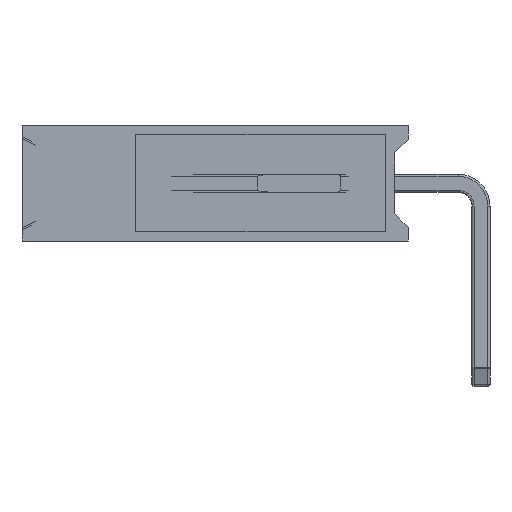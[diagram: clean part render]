
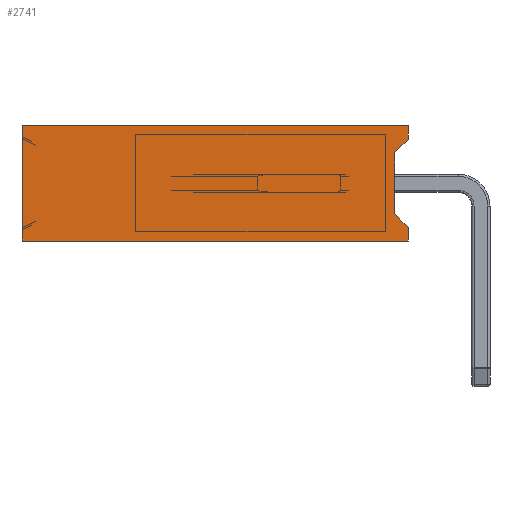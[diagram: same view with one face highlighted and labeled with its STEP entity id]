
A CAD part, left-side view. The second image highlights one B-rep face of the part: STEP entity #2741.
In plain terms, the highlighted planar face has unit normal (-1, 0, 0).
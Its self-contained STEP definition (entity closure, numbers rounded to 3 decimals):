
#234=PLANE('',#2979);
#309=FACE_OUTER_BOUND('',#472,.T.);
#472=EDGE_LOOP('',(#1841,#1842,#1843,#1844,#1845,#1846,#1847,#1848));
#639=LINE('',#4320,#837);
#643=LINE('',#4328,#841);
#649=LINE('',#4343,#847);
#660=LINE('',#4363,#858);
#661=LINE('',#4366,#859);
#664=LINE('',#4372,#862);
#665=LINE('',#4374,#863);
#666=LINE('',#4375,#864);
#837=VECTOR('',#3394,10.);
#841=VECTOR('',#3400,10.);
#847=VECTOR('',#3412,10.);
#858=VECTOR('',#3429,10.);
#859=VECTOR('',#3432,10.);
#862=VECTOR('',#3437,10.);
#863=VECTOR('',#3438,10.);
#864=VECTOR('',#3439,10.);
#1191=VERTEX_POINT('',#4318);
#1192=VERTEX_POINT('',#4319);
#1195=VERTEX_POINT('',#4327);
#1201=VERTEX_POINT('',#4342);
#1207=VERTEX_POINT('',#4361);
#1208=VERTEX_POINT('',#4365);
#1210=VERTEX_POINT('',#4371);
#1211=VERTEX_POINT('',#4373);
#1415=EDGE_CURVE('',#1191,#1192,#639,.T.);
#1419=EDGE_CURVE('',#1195,#1192,#643,.T.);
#1427=EDGE_CURVE('',#1195,#1201,#649,.T.);
#1438=EDGE_CURVE('',#1191,#1207,#660,.T.);
#1439=EDGE_CURVE('',#1208,#1201,#661,.T.);
#1442=EDGE_CURVE('',#1207,#1210,#664,.T.);
#1443=EDGE_CURVE('',#1211,#1210,#665,.T.);
#1444=EDGE_CURVE('',#1208,#1211,#666,.T.);
#1841=ORIENTED_EDGE('',*,*,#1419,.T.);
#1842=ORIENTED_EDGE('',*,*,#1415,.F.);
#1843=ORIENTED_EDGE('',*,*,#1438,.T.);
#1844=ORIENTED_EDGE('',*,*,#1442,.T.);
#1845=ORIENTED_EDGE('',*,*,#1443,.F.);
#1846=ORIENTED_EDGE('',*,*,#1444,.F.);
#1847=ORIENTED_EDGE('',*,*,#1439,.T.);
#1848=ORIENTED_EDGE('',*,*,#1427,.F.);
#2741=ADVANCED_FACE('',(#309),#234,.T.);
#2979=AXIS2_PLACEMENT_3D('',#4370,#3435,#3436);
#3394=DIRECTION('',(0.,0.707,-0.707));
#3400=DIRECTION('',(0.,0.,1.));
#3412=DIRECTION('',(0.,-0.707,-0.707));
#3429=DIRECTION('',(0.,0.,1.));
#3432=DIRECTION('',(0.,0.,1.));
#3435=DIRECTION('center_axis',(-1.,0.,0.));
#3436=DIRECTION('ref_axis',(0.,0.,
1.));
#3437=DIRECTION('',(0.,1.,0.));
#3438=DIRECTION('',(0.,0.,1.));
#3439=DIRECTION('',(0.,1.,0.));
#4318=CARTESIAN_POINT('',(-1.27,1.6,2.24));
#4319=CARTESIAN_POINT('',(-1.27,1.9,1.94));
#4320=CARTESIAN_POINT('',(-1.27,2.235,1.605));
#4327=CARTESIAN_POINT('',(-1.27,1.9,0.6));
#4328=CARTESIAN_POINT('',(-1.27,1.9,0.635));
#4342=CARTESIAN_POINT('',(-1.27,1.6,0.3));
#4343=CARTESIAN_POINT('',(-1.27,1.6,0.3));
#4361=CARTESIAN_POINT('',(-1.27,1.6,2.54));
#4363=CARTESIAN_POINT('',(-1.27,1.6,0.));
#4365=CARTESIAN_POINT('',(-1.27,1.6,0.));
#4366=CARTESIAN_POINT('',(-1.27,1.6,0.));
#4370=CARTESIAN_POINT('Origin',(-1.27,1.6,0.));
#4371=CARTESIAN_POINT('',(-1.27,10.1,2.54));
#4372=CARTESIAN_POINT('',(-1.27,1.6,2.54));
#4373=CARTESIAN_POINT('',(-1.27,10.1,0.));
#4374=CARTESIAN_POINT('',(-1.27,10.1,0.));
#4375=CARTESIAN_POINT('',(-1.27,1.6,0.));
